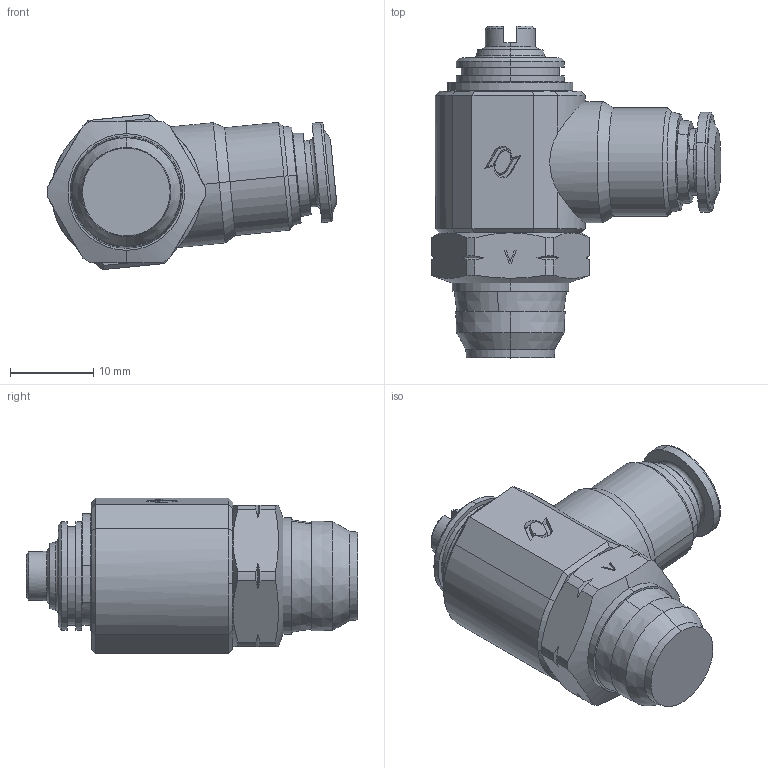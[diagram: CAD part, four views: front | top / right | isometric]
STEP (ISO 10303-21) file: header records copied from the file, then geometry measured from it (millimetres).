
FILE_DESCRIPTION (( 'STEP AP214' ), '1' );
FILE_NAME ('5791000009A.step', '2012-10-22T17:40:30', ( '' ), ( '' ), 'SwSTEP 2.0', 'SolidWorks 2012', '' );
FILE_SCHEMA (( 'AUTOMOTIVE_DESIGN' ));
Length unit declared in the file: millimetre
Products named in the file (1): 5791000009A
Bounding box: 34.76 x 39.84 x 18.65 mm (x, y, z)
Volume: 9735.5 mm3; surface area: 3331.8 mm2
Topology: 1 solids, 1 shells, 203 faces, 497 edges, 311 vertices
Faces by surface type: plane 82, cone 64, cylinder 49, torus 6, bspline 2
Entity records: 7302 total; most frequent: CARTESIAN_POINT 1326, DIRECTION 1036, ORIENTED_EDGE 994, EDGE_CURVE 497, AXIS2_PLACEMENT_3D 399, VERTEX_POINT 311, LINE 238, VECTOR 238
